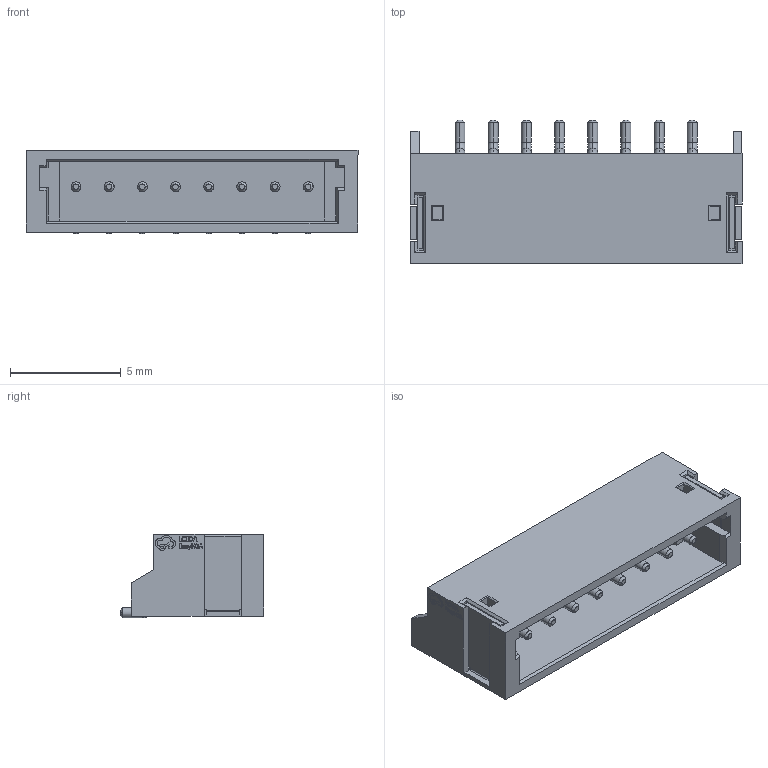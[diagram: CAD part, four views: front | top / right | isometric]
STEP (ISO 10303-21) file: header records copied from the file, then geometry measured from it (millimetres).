
FILE_DESCRIPTION (( 'STEP AP214' ), '1' );
FILE_NAME ('CONN-SMD_8P-P1.50_S8B-ZR-SM4A-TF.STEP', '2022-10-19T13:42:32', ( '' ), ( '' ), 'SwSTEP 2.0', 'SolidWorks 2020', '' );
FILE_SCHEMA (( 'AUTOMOTIVE_DESIGN' ));
Length unit declared in the file: millimetre
Products named in the file (1): CONN-SMD_8P-P1.50_S8B-ZR-SM4A-TF
Bounding box: 15.01 x 6.5 x 3.77 mm (x, y, z)
Volume: 130.3 mm3; surface area: 569.3 mm2
Topology: 11 solids, 11 shells, 495 faces, 1325 edges, 866 vertices
Faces by surface type: plane 283, bspline 98, cylinder 50, torus 32, cone 32
Entity records: 21468 total; most frequent: CARTESIAN_POINT 3993, ORIENTED_EDGE 2650, DIRECTION 2149, EDGE_CURVE 1325, LINE 897, VECTOR 897, VERTEX_POINT 866, AXIS2_PLACEMENT_3D 626
